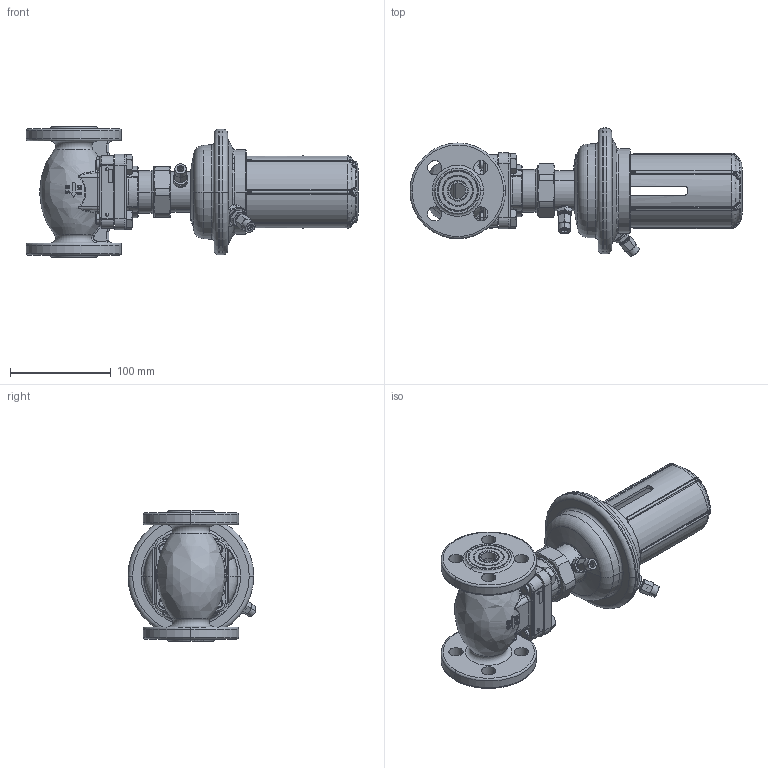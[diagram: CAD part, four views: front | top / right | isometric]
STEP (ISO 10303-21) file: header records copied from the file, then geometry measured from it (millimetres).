
FILE_DESCRIPTION((''),'2;1');
FILE_NAME('003H6369_ASM','2015-03-05T',('u317927'),('Danfoss'),'PRO/ENGINEER BY PARAMETRIC TECHNOLOGY CORPORATION, 2014000','PRO/ENGINEER BY PARAMETRIC TECHNOLOGY CORPORATION, 2014000','');
FILE_SCHEMA(('CONFIG_CONTROL_DESIGN'));
Products named in the file (23): 8883810; 8883816_ASM; 88810790_ZAVIHAN; 8883808_INST; 8890090; 8883750_ASM; 8400134; 8400010; 8882839; 5101801; 8882857; 5589604; 065B0780_ASM; 8883510; TYPENSCHILD-ANTRIEB; STICKER-ACTUATOR; 88810710; SERTO2; SERTO3; SERTO-1_ASM; 5454030; 5454032; 003H6369_ASM
Assembly tree (27 placements, depth 3):
  003H6369_ASM
    8883750_ASM
      8883810
      8883816_ASM
      88810790_ZAVIHAN
      8883808_INST
      8890090
    065B0780_ASM
      8400134
      8400010
      8882839
      5101801  x4
      8882857
      5589604  x2
    8883510
    TYPENSCHILD-ANTRIEB
    STICKER-ACTUATOR
    SERTO-1_ASM  x2
      88810710
      SERTO2
      SERTO3
    5454030
    5454032
Bounding box: 330.2 x 127.3 x 130 mm (x, y, z)
Volume: 739589.7 mm3; surface area: 291110.2 mm2
Topology: 25 solids, 45 shells, 2015 faces, 4952 edges, 3067 vertices
Faces by surface type: plane 887, cylinder 404, cone 269, bspline 230, torus 202, sphere 23
Entity records: 68313 total; most frequent: CARTESIAN_POINT 25991, ORIENTED_EDGE 9050, DIRECTION 8352, EDGE_CURVE 4553, AXIS2_PLACEMENT_3D 3263, VERTEX_POINT 2828, EDGE_LOOP 1986, FACE_OUTER_BOUND 1839
